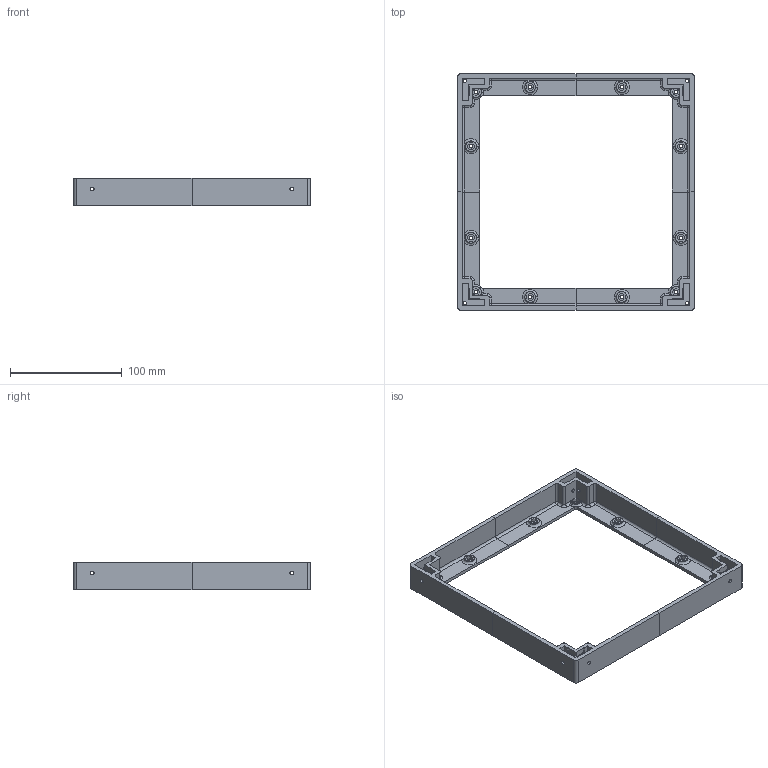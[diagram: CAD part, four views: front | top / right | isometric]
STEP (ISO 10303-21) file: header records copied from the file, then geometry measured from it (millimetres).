
FILE_DESCRIPTION(('HOOPS Exchange Step'),'2;1');
FILE_NAME('temp_export','2025-09-13T18:28:51+02:00',('cb'),('Shapr3D Limited'),'HOOPS Exchange 2025.5','Shapr3D','Authorized');
FILE_SCHEMA( ('AP242_MANAGED_MODEL_BASED_3D_ENGINEERING_MIM_LF {1 0 10303 442 1 1 4}') );
Length unit declared in the file: millimetre
Products named in the file (1): Cap-v2
Bounding box: 212 x 212 x 24.75 mm (x, y, z)
Volume: 135393 mm3; surface area: 79673.6 mm2
Topology: 4 solids, 4 shells, 348 faces, 940 edges, 608 vertices
Faces by surface type: plane 208, cylinder 92, torus 32, sphere 8, bspline 8
Full cylindrical faces by diameter (mm): 2.9 x4, 3.2 x28, 9.5 x8
Entity records: 13289 total; most frequent: CARTESIAN_POINT 4254, ORIENTED_EDGE 1864, DIRECTION 1860, EDGE_CURVE 932, VECTOR 624, LINE 624, AXIS2_PLACEMENT_3D 618, VERTEX_POINT 608
